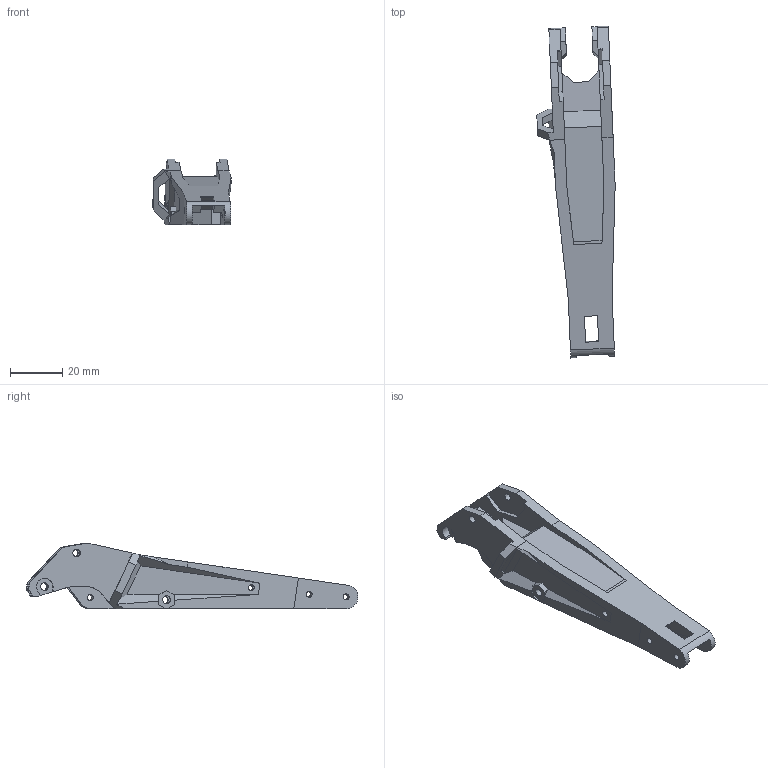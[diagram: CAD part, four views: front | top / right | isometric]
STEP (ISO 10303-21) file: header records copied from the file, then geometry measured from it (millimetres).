
FILE_DESCRIPTION (( 'STEP AP203' ), '1' );
FILE_NAME ('18.) Dipper.STEP', '2024-05-11T15:51:48', ( '' ), ( '' ), 'SwSTEP 2.0', 'SolidWorks 2024', '' );
FILE_SCHEMA (( 'CONFIG_CONTROL_DESIGN' ));
Length unit declared in the file: millimetre
Products named in the file (1): 18.) Dipper
Bounding box: 29.98 x 127.06 x 25.17 mm (x, y, z)
Volume: 17615.5 mm3; surface area: 12983.1 mm2
Topology: 1 solids, 1 shells, 167 faces, 506 edges, 334 vertices
Faces by surface type: plane 135, cylinder 32
Entity records: 5745 total; most frequent: CARTESIAN_POINT 1038, ORIENTED_EDGE 1012, DIRECTION 898, EDGE_CURVE 506, VECTOR 430, LINE 430, VERTEX_POINT 334, AXIS2_PLACEMENT_3D 234
